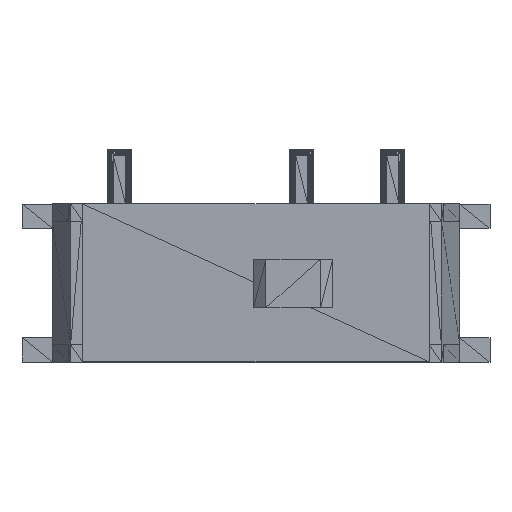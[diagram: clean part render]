
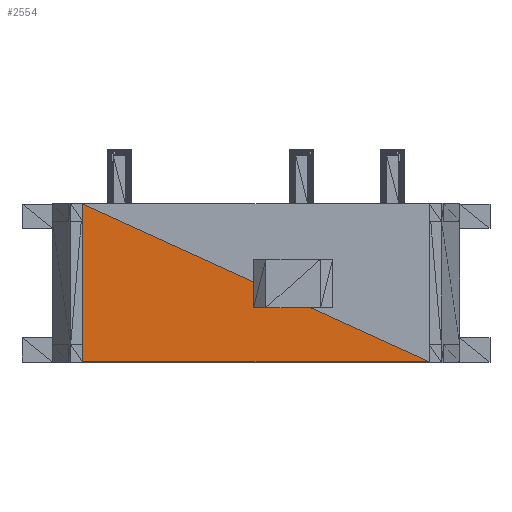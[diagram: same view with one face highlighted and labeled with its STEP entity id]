
A CAD part, top view. The second image highlights one B-rep face of the part: STEP entity #2554.
In plain terms, the highlighted planar face has unit normal (0, 0, 1).
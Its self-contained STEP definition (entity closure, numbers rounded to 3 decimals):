
#1309 = VERTEX_POINT('',#1310);
#1310 = CARTESIAN_POINT('',(2.896,-1.656,1.422
    ));
#1459 = VERTEX_POINT('',#1460);
#1460 = CARTESIAN_POINT('',(-2.896,-1.656,
    1.422));
#1558 = PLANE('',#1559);
#1559 = AXIS2_PLACEMENT_3D('',#1560,#1561,#1562);
#1560 = CARTESIAN_POINT('',(-0.232,-1.656,
    1.146));
#1561 = DIRECTION('',(0.,-1.,0.));
#1562 = DIRECTION('',(0.,0.,-1.));
#2285 = VERTEX_POINT('',#2286);
#2286 = CARTESIAN_POINT('',(-2.896,0.986,
    1.422));
#2403 = PLANE('',#2404);
#2404 = AXIS2_PLACEMENT_3D('',#2405,#2406,#2407);
#2405 = CARTESIAN_POINT('',(-2.947,-0.349,
    1.422));
#2406 = DIRECTION('',(0.,0.,1.));
#2407 = DIRECTION('',(1.,0.,0.));
#2528 = EDGE_CURVE('',#1459,#2285,#2529,.T.);
#2529 = SURFACE_CURVE('',#2530,(#2534,#2541),.PCURVE_S1.);
#2530 = LINE('',#2531,#2532);
#2531 = CARTESIAN_POINT('',(-2.896,-1.656,
    1.422));
#2532 = VECTOR('',#2533,1.);
#2533 = DIRECTION('',(0.,1.,0.));
#2534 = PCURVE('',#2403,#2535);
#2535 = DEFINITIONAL_REPRESENTATION('',(#2536),#2540);
#2536 = LINE('',#2537,#2538);
#2537 = CARTESIAN_POINT('',(0.051,-1.307));
#2538 = VECTOR('',#2539,1.);
#2539 = DIRECTION('',(0.,1.));
#2540 = ( GEOMETRIC_REPRESENTATION_CONTEXT(2) 
PARAMETRIC_REPRESENTATION_CONTEXT() REPRESENTATION_CONTEXT('2D SPACE',''
  ) );
#2541 = PCURVE('',#2542,#2547);
#2542 = PLANE('',#2543);
#2543 = AXIS2_PLACEMENT_3D('',#2544,#2545,#2546);
#2544 = CARTESIAN_POINT('',(-0.517,-0.852,
    1.422));
#2545 = DIRECTION('',(0.,0.,1.));
#2546 = DIRECTION('',(1.,0.,0.));
#2547 = DEFINITIONAL_REPRESENTATION('',(#2548),#2552);
#2548 = LINE('',#2549,#2550);
#2549 = CARTESIAN_POINT('',(-2.379,-0.804));
#2550 = VECTOR('',#2551,1.);
#2551 = DIRECTION('',(0.,1.));
#2552 = ( GEOMETRIC_REPRESENTATION_CONTEXT(2) 
PARAMETRIC_REPRESENTATION_CONTEXT() REPRESENTATION_CONTEXT('2D SPACE',''
  ) );
#2554 = ADVANCED_FACE('',(#2555),#2542,.T.);
#2555 = FACE_BOUND('',#2556,.T.);
#2556 = EDGE_LOOP('',(#2557,#2558,#2579));
#2557 = ORIENTED_EDGE('',*,*,#2528,.F.);
#2558 = ORIENTED_EDGE('',*,*,#2559,.T.);
#2559 = EDGE_CURVE('',#1459,#1309,#2560,.T.);
#2560 = SURFACE_CURVE('',#2561,(#2565,#2572),.PCURVE_S1.);
#2561 = LINE('',#2562,#2563);
#2562 = CARTESIAN_POINT('',(-2.896,-1.656,
    1.422));
#2563 = VECTOR('',#2564,1.);
#2564 = DIRECTION('',(1.,0.,0.));
#2565 = PCURVE('',#2542,#2566);
#2566 = DEFINITIONAL_REPRESENTATION('',(#2567),#2571);
#2567 = LINE('',#2568,#2569);
#2568 = CARTESIAN_POINT('',(-2.379,-0.804));
#2569 = VECTOR('',#2570,1.);
#2570 = DIRECTION('',(1.,0.));
#2571 = ( GEOMETRIC_REPRESENTATION_CONTEXT(2) 
PARAMETRIC_REPRESENTATION_CONTEXT() REPRESENTATION_CONTEXT('2D SPACE',''
  ) );
#2572 = PCURVE('',#1558,#2573);
#2573 = DEFINITIONAL_REPRESENTATION('',(#2574),#2578);
#2574 = LINE('',#2575,#2576);
#2575 = CARTESIAN_POINT('',(-0.276,-2.664));
#2576 = VECTOR('',#2577,1.);
#2577 = DIRECTION('',(0.,1.));
#2578 = ( GEOMETRIC_REPRESENTATION_CONTEXT(2) 
PARAMETRIC_REPRESENTATION_CONTEXT() REPRESENTATION_CONTEXT('2D SPACE',''
  ) );
#2579 = ORIENTED_EDGE('',*,*,#2580,.T.);
#2580 = EDGE_CURVE('',#1309,#2285,#2581,.T.);
#2581 = SURFACE_CURVE('',#2582,(#2586,#2593),.PCURVE_S1.);
#2582 = LINE('',#2583,#2584);
#2583 = CARTESIAN_POINT('',(2.896,-1.656,1.422
    ));
#2584 = VECTOR('',#2585,1.);
#2585 = DIRECTION('',(-0.91,0.415,0.));
#2586 = PCURVE('',#2542,#2587);
#2587 = DEFINITIONAL_REPRESENTATION('',(#2588),#2592);
#2588 = LINE('',#2589,#2590);
#2589 = CARTESIAN_POINT('',(3.412,-0.804));
#2590 = VECTOR('',#2591,1.);
#2591 = DIRECTION('',(-0.91,0.415));
#2592 = ( GEOMETRIC_REPRESENTATION_CONTEXT(2) 
PARAMETRIC_REPRESENTATION_CONTEXT() REPRESENTATION_CONTEXT('2D SPACE',''
  ) );
#2593 = PCURVE('',#2594,#2599);
#2594 = PLANE('',#2595);
#2595 = AXIS2_PLACEMENT_3D('',#2596,#2597,#2598);
#2596 = CARTESIAN_POINT('',(0.517,0.182,1.422
    ));
#2597 = DIRECTION('',(0.,0.,1.));
#2598 = DIRECTION('',(1.,0.,0.));
#2599 = DEFINITIONAL_REPRESENTATION('',(#2600),#2604);
#2600 = LINE('',#2601,#2602);
#2601 = CARTESIAN_POINT('',(2.379,-1.838));
#2602 = VECTOR('',#2603,1.);
#2603 = DIRECTION('',(-0.91,0.415));
#2604 = ( GEOMETRIC_REPRESENTATION_CONTEXT(2) 
PARAMETRIC_REPRESENTATION_CONTEXT() REPRESENTATION_CONTEXT('2D SPACE',''
  ) );
